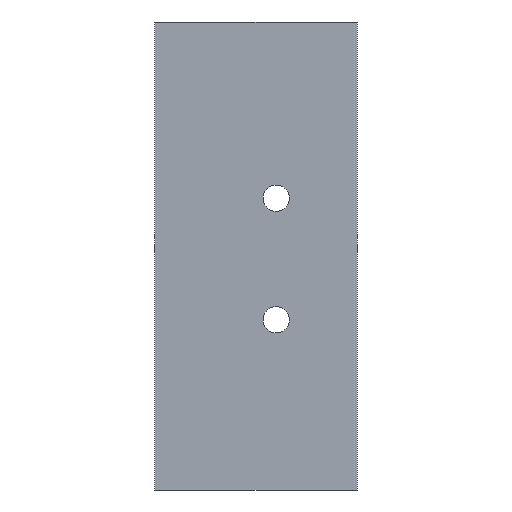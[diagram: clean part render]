
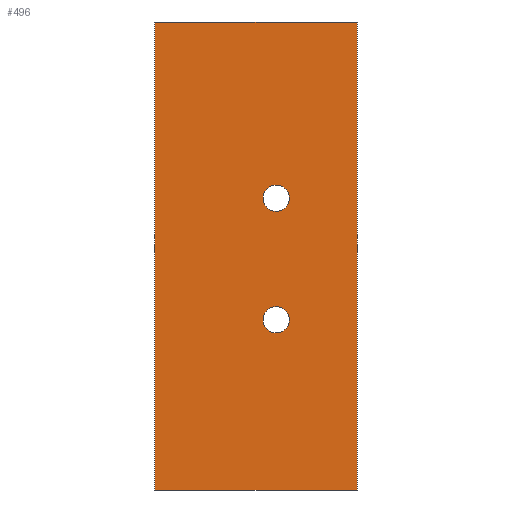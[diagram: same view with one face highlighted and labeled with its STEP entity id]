
A CAD part, front view. The second image highlights one B-rep face of the part: STEP entity #496.
In plain terms, the highlighted planar face has unit normal (0, -1, 0).
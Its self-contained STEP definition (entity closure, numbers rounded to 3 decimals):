
#25=FACE_BOUND('',#128,.T.);
#26=FACE_BOUND('',#129,.T.);
#50=PLANE('',#585);
#83=FACE_OUTER_BOUND('',#127,.T.);
#127=EDGE_LOOP('',(#435,#436,#437,#438));
#128=EDGE_LOOP('',(#439));
#129=EDGE_LOOP('',(#440));
#150=LINE('',#872,#176);
#158=LINE('',#887,#184);
#159=LINE('',#889,#185);
#160=LINE('',#890,#186);
#176=VECTOR('',#733,10.);
#184=VECTOR('',#745,10.);
#185=VECTOR('',#748,10.);
#186=VECTOR('',#749,10.);
#200=CIRCLE('',#540,3.25);
#206=CIRCLE('',#549,3.25);
#235=VERTEX_POINT('',#791);
#241=VERTEX_POINT('',#808);
#259=VERTEX_POINT('',#869);
#260=VERTEX_POINT('',#871);
#264=VERTEX_POINT('',#883);
#265=VERTEX_POINT('',#885);
#283=EDGE_CURVE('',#235,#235,#200,.T.);
#291=EDGE_CURVE('',#241,#241,#206,.T.);
#317=EDGE_CURVE('',#259,#260,#150,.T.);
#325=EDGE_CURVE('',#264,#265,#158,.T.);
#326=EDGE_CURVE('',#259,#264,#159,.T.);
#327=EDGE_CURVE('',#260,#265,#160,.T.);
#435=ORIENTED_EDGE('',*,*,#326,.T.);
#436=ORIENTED_EDGE('',*,*,#325,.T.);
#437=ORIENTED_EDGE('',*,*,#327,.F.);
#438=ORIENTED_EDGE('',*,*,#317,.F.);
#439=ORIENTED_EDGE('',*,*,#283,.T.);
#440=ORIENTED_EDGE('',*,*,#291,.T.);
#496=ADVANCED_FACE('',(#83,#25,#26),#50,.T.);
#540=AXIS2_PLACEMENT_3D('',#793,#636,#637);
#549=AXIS2_PLACEMENT_3D('',#810,#656,#657);
#585=AXIS2_PLACEMENT_3D('',#888,#746,#747);
#636=DIRECTION('center_axis',(0.,1.,0.));
#637=DIRECTION('ref_axis',(1.,0.,0.));
#656=DIRECTION('center_axis',(0.,1.,0.));
#657=DIRECTION('ref_axis',(1.,0.,0.));
#733=DIRECTION('',(0.,0.,1.));
#745=DIRECTION('',(0.,0.,1.));
#746=DIRECTION('center_axis',(0.,-1.,0.));
#747=DIRECTION('ref_axis',(1.,0.,0.));
#748=DIRECTION('',(1.,0.,0.));
#749=DIRECTION('',(1.,0.,0.));
#791=CARTESIAN_POINT('',(26.75,0.,72.));
#793=CARTESIAN_POINT('Origin',(30.,0.,72.));
#808=CARTESIAN_POINT('',(26.75,0.,42.));
#810=CARTESIAN_POINT('Origin',(30.,0.,42.));
#869=CARTESIAN_POINT('',(0.,0.,0.));
#871=CARTESIAN_POINT('',(0.,0.,115.5));
#872=CARTESIAN_POINT('',(0.,0.,0.));
#883=CARTESIAN_POINT('',(50.,0.,0.));
#885=CARTESIAN_POINT('',(50.,0.,115.5));
#887=CARTESIAN_POINT('',(50.,0.,0.));
#888=CARTESIAN_POINT('Origin',(0.,0.,0.));
#889=CARTESIAN_POINT('',(0.,0.,0.));
#890=CARTESIAN_POINT('',(0.,0.,115.5));
